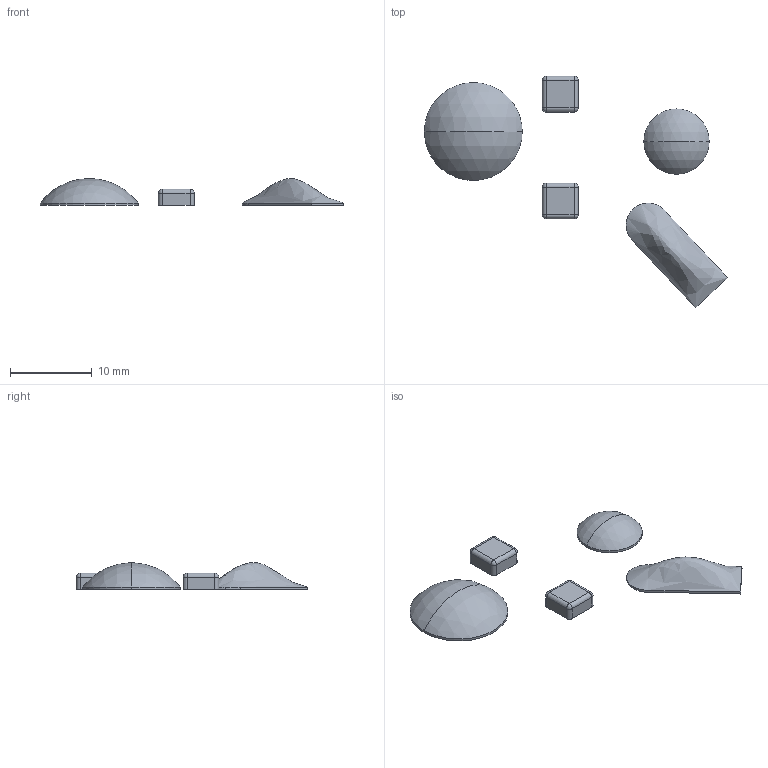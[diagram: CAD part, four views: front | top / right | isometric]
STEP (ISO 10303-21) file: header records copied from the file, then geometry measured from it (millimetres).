
FILE_DESCRIPTION (( 'STEP AP203' ), '1' );
FILE_NAME ('bumps.STEP', '2022-08-29T10:42:06', ( '' ), ( '' ), 'SwSTEP 2.0', 'SolidWorks 2018', '' );
FILE_SCHEMA (( 'CONFIG_CONTROL_DESIGN' ));
Length unit declared in the file: millimetre
Products named in the file (1): bumps
Bounding box: 37.19 x 28.4 x 3.3 mm (x, y, z)
Volume: 467.6 mm3; surface area: 703.2 mm2
Topology: 5 solids, 5 shells, 53 faces, 111 edges, 60 vertices
Faces by surface type: cylinder 22, plane 18, sphere 12, bspline 1
Entity records: 1593 total; most frequent: CARTESIAN_POINT 419, DIRECTION 250, ORIENTED_EDGE 206, EDGE_CURVE 103, AXIS2_PLACEMENT_3D 99, VERTEX_POINT 60, EDGE_LOOP 53, FACE_OUTER_BOUND 53
